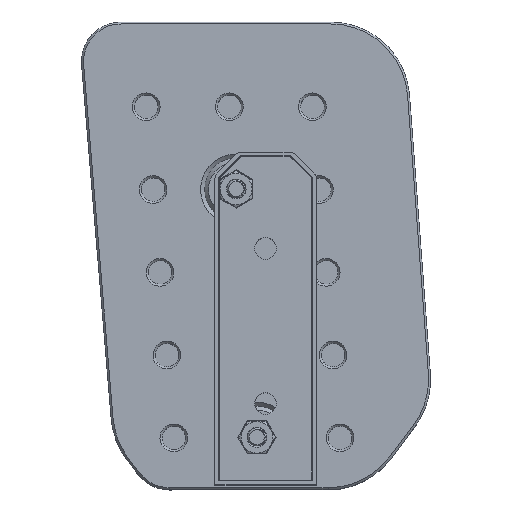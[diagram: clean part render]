
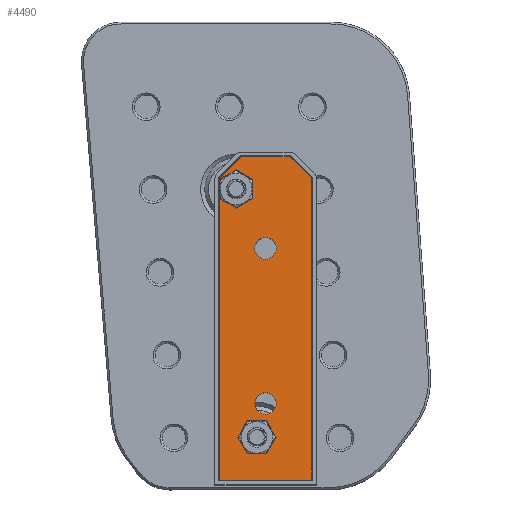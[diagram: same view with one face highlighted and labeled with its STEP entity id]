
A CAD part, top view. The second image highlights one B-rep face of the part: STEP entity #4490.
In plain terms, the highlighted planar face has unit normal (0, 0.022, 1).
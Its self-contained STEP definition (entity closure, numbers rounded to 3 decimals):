
#113=FACE_BOUND('',#896,.T.);
#114=FACE_BOUND('',#897,.T.);
#115=FACE_BOUND('',#898,.T.);
#191=PLANE('',#4922);
#584=FACE_OUTER_BOUND('',#895,.T.);
#895=EDGE_LOOP('',(#3923,#3924,#3925,#3926,#3927,#3928,#3929,#3930,#3931,
#3932,#3933,#3934,#3935,#3936,#3937,#3938));
#896=EDGE_LOOP('',(#3939,#3940,#3941,#3942,#3943,#3944));
#897=EDGE_LOOP('',(#3945));
#898=EDGE_LOOP('',(#3946));
#1106=CIRCLE('',#4913,0.3);
#1111=CIRCLE('',#4923,0.3);
#1112=CIRCLE('',#4924,0.3);
#1113=CIRCLE('',#4925,0.3);
#1114=CIRCLE('',#4926,2.75);
#1115=CIRCLE('',#4927,2.75);
#1384=LINE('',#11070,#1688);
#1388=LINE('',#11077,#1692);
#1391=LINE('',#11083,#1695);
#1394=LINE('',#11089,#1698);
#1397=LINE('',#11095,#1701);
#1399=LINE('',#11098,#1703);
#1402=LINE('',#11106,#1706);
#1406=LINE('',#11113,#1710);
#1409=LINE('',#11121,#1713);
#1413=LINE('',#11128,#1717);
#1415=LINE('',#11131,#1719);
#1421=LINE('',#11157,#1725);
#1424=LINE('',#11162,#1728);
#1425=LINE('',#11165,#1729);
#1426=LINE('',#11167,#1730);
#1427=LINE('',#11171,#1731);
#1428=LINE('',#11175,#1732);
#1429=LINE('',#11178,#1733);
#1688=VECTOR('',#5856,10.);
#1692=VECTOR('',#5862,10.);
#1695=VECTOR('',#5867,10.);
#1698=VECTOR('',#5872,10.);
#1701=VECTOR('',#5877,10.);
#1703=VECTOR('',#5881,10.);
#1706=VECTOR('',#5886,10.);
#1710=VECTOR('',#5892,10.);
#1713=VECTOR('',#5897,10.);
#1717=VECTOR('',#5903,10.);
#1719=VECTOR('',#5907,10.);
#1725=VECTOR('',#5937,10.);
#1728=VECTOR('',#5940,10.);
#1729=VECTOR('',#5943,10.);
#1730=VECTOR('',#5944,10.);
#1731=VECTOR('',#5947,10.);
#1732=VECTOR('',#5950,10.);
#1733=VECTOR('',#5953,10.);
#2124=VERTEX_POINT('',#11067);
#2125=VERTEX_POINT('',#11069);
#2127=VERTEX_POINT('',#11075);
#2129=VERTEX_POINT('',#11081);
#2131=VERTEX_POINT('',#11087);
#2133=VERTEX_POINT('',#11093);
#2136=VERTEX_POINT('',#11103);
#2137=VERTEX_POINT('',#11105);
#2139=VERTEX_POINT('',#11111);
#2142=VERTEX_POINT('',#11118);
#2143=VERTEX_POINT('',#11120);
#2145=VERTEX_POINT('',#11126);
#2147=VERTEX_POINT('',#11137);
#2149=VERTEX_POINT('',#11140);
#2155=VERTEX_POINT('',#11160);
#2156=VERTEX_POINT('',#11164);
#2157=VERTEX_POINT('',#11166);
#2158=VERTEX_POINT('',#11168);
#2159=VERTEX_POINT('',#11170);
#2160=VERTEX_POINT('',#11172);
#2161=VERTEX_POINT('',#11174);
#2162=VERTEX_POINT('',#11176);
#2163=VERTEX_POINT('',#11179);
#2164=VERTEX_POINT('',#11181);
#2717=EDGE_CURVE('',#2125,#2124,#1384,.T.);
#2721=EDGE_CURVE('',#2124,#2127,#1388,.T.);
#2724=EDGE_CURVE('',#2127,#2129,#1391,.T.);
#2727=EDGE_CURVE('',#2129,#2131,#1394,.T.);
#2730=EDGE_CURVE('',#2131,#2133,#1397,.T.);
#2732=EDGE_CURVE('',#2133,#2125,#1399,.T.);
#2735=EDGE_CURVE('',#2136,#2137,#1402,.T.);
#2739=EDGE_CURVE('',#2139,#2136,#1406,.T.);
#2742=EDGE_CURVE('',#2142,#2143,#1409,.T.);
#2746=EDGE_CURVE('',#2145,#2142,#1413,.T.);
#2748=EDGE_CURVE('',#2137,#2145,#1415,.T.);
#2752=EDGE_CURVE('',#2149,#2147,#1106,.T.);
#2760=EDGE_CURVE('',#2143,#2147,#1421,.T.);
#2763=EDGE_CURVE('',#2139,#2155,#1424,.T.);
#2764=EDGE_CURVE('',#2156,#2155,#1425,.T.);
#2765=EDGE_CURVE('',#2156,#2157,#1426,.T.);
#2766=EDGE_CURVE('',#2157,#2158,#1111,.T.);
#2767=EDGE_CURVE('',#2158,#2159,#1427,.T.);
#2768=EDGE_CURVE('',#2159,#2160,#1112,.T.);
#2769=EDGE_CURVE('',#2160,#2161,#1428,.T.);
#2770=EDGE_CURVE('',#2161,#2162,#1113,.T.);
#2771=EDGE_CURVE('',#2162,#2149,#1429,.T.);
#2772=EDGE_CURVE('',#2163,#2163,#1114,.T.);
#2773=EDGE_CURVE('',#2164,#2164,#1115,.T.);
#3923=ORIENTED_EDGE('',*,*,#2763,.T.);
#3924=ORIENTED_EDGE('',*,*,#2764,.F.);
#3925=ORIENTED_EDGE('',*,*,#2765,.T.);
#3926=ORIENTED_EDGE('',*,*,#2766,.T.);
#3927=ORIENTED_EDGE('',*,*,#2767,.T.);
#3928=ORIENTED_EDGE('',*,*,#2768,.T.);
#3929=ORIENTED_EDGE('',*,*,#2769,.T.);
#3930=ORIENTED_EDGE('',*,*,#2770,.T.);
#3931=ORIENTED_EDGE('',*,*,#2771,.T.);
#3932=ORIENTED_EDGE('',*,*,#2752,.T.);
#3933=ORIENTED_EDGE('',*,*,#2760,.F.);
#3934=ORIENTED_EDGE('',*,*,#2742,.F.);
#3935=ORIENTED_EDGE('',*,*,#2746,.F.);
#3936=ORIENTED_EDGE('',*,*,#2748,.F.);
#3937=ORIENTED_EDGE('',*,*,#2735,.F.);
#3938=ORIENTED_EDGE('',*,*,#2739,.F.);
#3939=ORIENTED_EDGE('',*,*,#2721,.T.);
#3940=ORIENTED_EDGE('',*,*,#2724,.T.);
#3941=ORIENTED_EDGE('',*,*,#2727,.T.);
#3942=ORIENTED_EDGE('',*,*,#2730,.T.);
#3943=ORIENTED_EDGE('',*,*,#2732,.T.);
#3944=ORIENTED_EDGE('',*,*,#2717,.T.);
#3945=ORIENTED_EDGE('',*,*,#2772,.T.);
#3946=ORIENTED_EDGE('',*,*,#2773,.T.);
#4490=ADVANCED_FACE('',(#584,#113,#114,#115),#191,.F.);
#4913=AXIS2_PLACEMENT_3D('',#11141,#5916,#5917);
#4922=AXIS2_PLACEMENT_3D('',#11163,#5941,#5942);
#4923=AXIS2_PLACEMENT_3D('',#11169,#5945,#5946);
#4924=AXIS2_PLACEMENT_3D('',#11173,#5948,#5949);
#4925=AXIS2_PLACEMENT_3D('',#11177,#5951,#5952);
#4926=AXIS2_PLACEMENT_3D('',#11180,#5954,#5955);
#4927=AXIS2_PLACEMENT_3D('',#11182,#5956,#5957);
#5856=DIRECTION('',(0.5,0.866,-0.019));
#5862=DIRECTION('',(1.,0.,0.));
#5867=DIRECTION('',(0.5,-0.866,0.019));
#5872=DIRECTION('',(-0.5,-0.866,0.019));
#5877=DIRECTION('',(-1.,0.,0.));
#5881=DIRECTION('',(-0.5,0.866,-0.019));
#5886=DIRECTION('',(0.866,0.5,-0.011));
#5892=DIRECTION('',(0.866,-0.5,0.011));
#5897=DIRECTION('',(-0.866,-0.5,0.011));
#5903=DIRECTION('',(-0.866,0.5,-0.011));
#5907=DIRECTION('',(0.,1.,-0.022));
#5916=DIRECTION('center_axis',(0.,0.022,
1.));
#5917=DIRECTION('ref_axis',(-0.707,0.707,-0.015));
#5937=DIRECTION('',(0.,1.,-0.022));
#5940=DIRECTION('',(0.,-1.,0.022));
#5941=DIRECTION('center_axis',(0.,-0.022,
-1.));
#5942=DIRECTION('ref_axis',(-1.,0.,0.));
#5943=DIRECTION('',(-1.,0.,0.));
#5944=DIRECTION('',(0.,1.,-0.022));
#5945=DIRECTION('center_axis',(0.,0.022,
1.));
#5946=DIRECTION('ref_axis',(1.,0.,0.));
#5947=DIRECTION('',(-0.707,0.707,-0.015));
#5948=DIRECTION('center_axis',(0.,0.022,
1.));
#5949=DIRECTION('ref_axis',(0.707,0.707,-0.015));
#5950=DIRECTION('',(-1.,0.,0.));
#5951=DIRECTION('center_axis',(0.,0.022,
1.));
#5952=DIRECTION('ref_axis',(0.,1.,-0.022));
#5953=DIRECTION('',(-0.707,-0.707,0.015));
#5954=DIRECTION('center_axis',(0.,-0.022,
-1.));
#5955=DIRECTION('ref_axis',(-1.,0.,0.));
#5956=DIRECTION('center_axis',(0.,-0.022,
-1.));
#5957=DIRECTION('ref_axis',(-1.,0.,0.));
#11067=CARTESIAN_POINT('',(-4.582,174.128,-375.966));
#11069=CARTESIAN_POINT('',(-7.007,169.929,-375.876));
#11070=CARTESIAN_POINT('',(-4.582,174.128,-375.966));
#11075=CARTESIAN_POINT('',(0.268,174.128,-375.966));
#11077=CARTESIAN_POINT('',(0.268,174.128,-375.966));
#11081=CARTESIAN_POINT('',(2.693,169.929,-375.876));
#11083=CARTESIAN_POINT('',(2.693,169.929,-375.876));
#11087=CARTESIAN_POINT('',(0.268,165.73,-375.785));
#11089=CARTESIAN_POINT('',(0.268,165.73,-375.785));
#11093=CARTESIAN_POINT('',(-4.582,165.73,-375.785));
#11095=CARTESIAN_POINT('',(-4.582,165.73,-375.785));
#11098=CARTESIAN_POINT('',(-7.007,169.929,-375.876));
#11103=CARTESIAN_POINT('',(-7.389,227.848,-377.127));
#11105=CARTESIAN_POINT('',(-3.189,230.273,-377.179));
#11106=CARTESIAN_POINT('',(-7.389,227.848,-377.127));
#11111=CARTESIAN_POINT('',(-11.561,230.256,-377.179));
#11113=CARTESIAN_POINT('',(-11.589,230.273,-377.179));
#11118=CARTESIAN_POINT('',(-7.389,237.545,-377.336));
#11120=CARTESIAN_POINT('',(-11.561,235.137,-377.284));
#11121=CARTESIAN_POINT('',(-7.389,237.545,-377.336));
#11126=CARTESIAN_POINT('',(-3.189,235.121,-377.284));
#11128=CARTESIAN_POINT('',(-3.189,235.121,-377.284));
#11131=CARTESIAN_POINT('',(-3.189,230.273,-377.179));
#11137=CARTESIAN_POINT('',(-11.561,235.419,-377.29));
#11140=CARTESIAN_POINT('',(-11.473,235.631,-377.295));
#11141=CARTESIAN_POINT('Origin',(-11.261,235.419,-377.29));
#11157=CARTESIAN_POINT('',(-11.561,229.91,-377.171));
#11160=CARTESIAN_POINT('',(-11.561,159.131,-375.642));
#11162=CARTESIAN_POINT('',(-11.561,161.13,-375.686));
#11163=CARTESIAN_POINT('Origin',(0.05,164.807,-375.765));
#11164=CARTESIAN_POINT('',(11.661,159.131,-375.642));
#11165=CARTESIAN_POINT('',(-5.755,159.131,-375.642));
#11166=CARTESIAN_POINT('',(11.661,235.419,-377.29));
#11167=CARTESIAN_POINT('',(11.661,132.5,-375.067));
#11168=CARTESIAN_POINT('',(11.573,235.631,-377.295));
#11169=CARTESIAN_POINT('Origin',(11.361,235.419,-377.29));
#11170=CARTESIAN_POINT('',(6.452,240.752,-377.406));
#11171=CARTESIAN_POINT('',(25.903,221.305,-376.985));
#11172=CARTESIAN_POINT('',(6.24,240.839,-377.407));
#11173=CARTESIAN_POINT('Origin',(6.24,240.539,-377.401));
#11174=CARTESIAN_POINT('',(-6.139,240.839,-377.407));
#11175=CARTESIAN_POINT('',(3.145,240.839,-377.407));
#11176=CARTESIAN_POINT('',(-6.351,240.752,-377.406));
#11177=CARTESIAN_POINT('Origin',(-6.139,240.539,-377.401));
#11178=CARTESIAN_POINT('',(-23.241,223.865,-377.041));
#11179=CARTESIAN_POINT('',(2.75,217.695,-376.907));
#11180=CARTESIAN_POINT('Origin',(0.,217.695,-376.907));
#11181=CARTESIAN_POINT('',(2.75,178.465,-376.06));
#11182=CARTESIAN_POINT('Origin',(0.,178.465,
-376.06));
